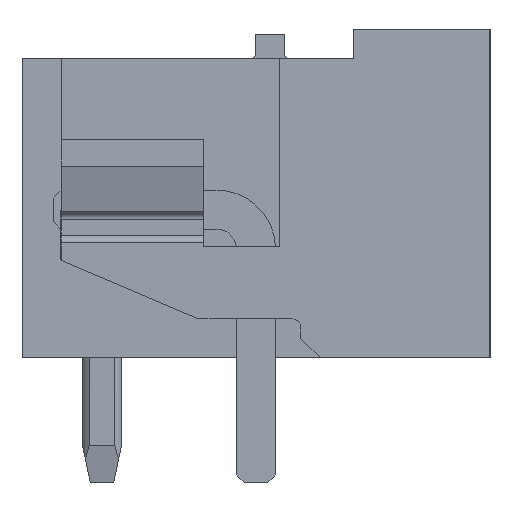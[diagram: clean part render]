
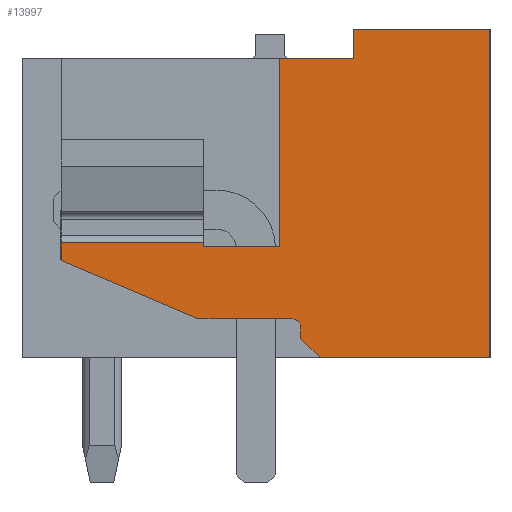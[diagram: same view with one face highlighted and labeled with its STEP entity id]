
A CAD part, left-side view. The second image highlights one B-rep face of the part: STEP entity #13997.
In plain terms, the highlighted planar face has unit normal (-1, 0, 0).
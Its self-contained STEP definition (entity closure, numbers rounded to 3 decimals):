
#13741=AXIS2_PLACEMENT_3D('Circle Axis2P3D',#13739,#13740,$) ;
#13968=AXIS2_PLACEMENT_3D('Plane Axis2P3D',#13965,#13966,#13967) ;
#269=CARTESIAN_POINT('Vertex',(0.,3.5,11.63)) ;
#272=CARTESIAN_POINT('Line Origine',(0.,1.75,11.63)) ;
#276=CARTESIAN_POINT('Vertex',(0.,0.,11.63)) ;
#919=CARTESIAN_POINT('Vertex',(0.,5.4,10.88)) ;
#922=CARTESIAN_POINT('Line Origine',(0.,4.45,10.88)) ;
#926=CARTESIAN_POINT('Vertex',(0.,3.5,10.88)) ;
#1445=CARTESIAN_POINT('Vertex',(0.,0.,3.2)) ;
#1448=CARTESIAN_POINT('Line Origine',(0.,2.177,3.2)) ;
#1452=CARTESIAN_POINT('Vertex',(0.,4.354,3.2)) ;
#7113=CARTESIAN_POINT('Line Origine',(0.,0.,7.415)) ;
#13289=CARTESIAN_POINT('Vertex',(0.,7.35,6.15)) ;
#13292=CARTESIAN_POINT('Line Origine',(0.,7.35,6.1)) ;
#13296=CARTESIAN_POINT('Vertex',(0.,7.35,6.05)) ;
#13403=CARTESIAN_POINT('Line Origine',(0.,9.175,6.15)) ;
#13407=CARTESIAN_POINT('Vertex',(0.,11.,6.15)) ;
#13629=CARTESIAN_POINT('Vertex',(0.,7.464,4.2)) ;
#13634=CARTESIAN_POINT('Line Origine',(0.,9.232,4.95)) ;
#13638=CARTESIAN_POINT('Vertex',(0.,11.,5.7)) ;
#13669=CARTESIAN_POINT('Vertex',(0.,5.054,4.2)) ;
#13674=CARTESIAN_POINT('Line Origine',(0.,6.259,4.2)) ;
#13734=CARTESIAN_POINT('Vertex',(0.,4.854,4.)) ;
#13739=CARTESIAN_POINT('Axis2P3D Location',(0.,5.054,4.)) ;
#13765=CARTESIAN_POINT('Vertex',(0.,4.854,3.7)) ;
#13770=CARTESIAN_POINT('Line Origine',(0.,4.854,3.85)) ;
#13792=CARTESIAN_POINT('Line Origine',(0.,4.604,3.45)) ;
#13818=CARTESIAN_POINT('Vertex',(0.,5.4,6.05)) ;
#13823=CARTESIAN_POINT('Line Origine',(0.,5.4,8.465)) ;
#13873=CARTESIAN_POINT('Line Origine',(0.,6.375,6.05)) ;
#13965=CARTESIAN_POINT('Axis2P3D Location',(0.,0.,0.)) ;
#13970=CARTESIAN_POINT('Line Origine',(0.,11.,5.925)) ;
#13975=CARTESIAN_POINT('Line Origine',(0.,3.5,11.255)) ;
#273=DIRECTION('Vector Direction',(0.,-1.,0.)) ;
#923=DIRECTION('Vector Direction',(0.,1.,0.)) ;
#1449=DIRECTION('Vector Direction',(0.,1.,0.)) ;
#7114=DIRECTION('Vector Direction',(0.,0.,-1.)) ;
#13293=DIRECTION('Vector Direction',(0.,0.,1.)) ;
#13404=DIRECTION('Vector Direction',(0.,1.,0.)) ;
#13635=DIRECTION('Vector Direction',(0.,-0.921,-0.391)) ;
#13675=DIRECTION('Vector Direction',(0.,-1.,0.)) ;
#13740=DIRECTION('Axis2P3D Direction',(-1.,0.,0.)) ;
#13771=DIRECTION('Vector Direction',(0.,0.,-1.)) ;
#13793=DIRECTION('Vector Direction',(0.,-0.707,-0.707)) ;
#13824=DIRECTION('Vector Direction',(0.,0.,1.)) ;
#13874=DIRECTION('Vector Direction',(0.,1.,0.)) ;
#13966=DIRECTION('Axis2P3D Direction',(-1.,0.,0.)) ;
#13967=DIRECTION('Axis2P3D XDirection',(0.,-1.,0.)) ;
#13971=DIRECTION('Vector Direction',(0.,0.,-1.)) ;
#13976=DIRECTION('Vector Direction',(0.,0.,1.)) ;
#274=VECTOR('Line Direction',#273,1.) ;
#924=VECTOR('Line Direction',#923,1.) ;
#1450=VECTOR('Line Direction',#1449,1.) ;
#7115=VECTOR('Line Direction',#7114,1.) ;
#13294=VECTOR('Line Direction',#13293,1.) ;
#13405=VECTOR('Line Direction',#13404,1.) ;
#13636=VECTOR('Line Direction',#13635,1.) ;
#13676=VECTOR('Line Direction',#13675,1.) ;
#13772=VECTOR('Line Direction',#13771,1.) ;
#13794=VECTOR('Line Direction',#13793,1.) ;
#13825=VECTOR('Line Direction',#13824,1.) ;
#13875=VECTOR('Line Direction',#13874,1.) ;
#13972=VECTOR('Line Direction',#13971,1.) ;
#13977=VECTOR('Line Direction',#13976,1.) ;
#13981=ORIENTED_EDGE('',*,*,#13298,.T.) ;
#13982=ORIENTED_EDGE('',*,*,#13409,.T.) ;
#13983=ORIENTED_EDGE('',*,*,#13974,.F.) ;
#13984=ORIENTED_EDGE('',*,*,#13640,.F.) ;
#13985=ORIENTED_EDGE('',*,*,#13678,.F.) ;
#13986=ORIENTED_EDGE('',*,*,#13743,.F.) ;
#13987=ORIENTED_EDGE('',*,*,#13774,.F.) ;
#13988=ORIENTED_EDGE('',*,*,#13796,.F.) ;
#13989=ORIENTED_EDGE('',*,*,#1454,.T.) ;
#13990=ORIENTED_EDGE('',*,*,#7117,.T.) ;
#13991=ORIENTED_EDGE('',*,*,#278,.T.) ;
#13992=ORIENTED_EDGE('',*,*,#13979,.T.) ;
#13993=ORIENTED_EDGE('',*,*,#928,.T.) ;
#13994=ORIENTED_EDGE('',*,*,#13827,.F.) ;
#13995=ORIENTED_EDGE('',*,*,#13877,.F.) ;
#13997=ADVANCED_FACE('Housing',(#13996),#13969,.T.) ;
#13742=CIRCLE('generated circle',#13741,0.2) ;
#278=EDGE_CURVE('',#277,#270,#275,.F.) ;
#928=EDGE_CURVE('',#927,#920,#925,.T.) ;
#1454=EDGE_CURVE('',#1453,#1446,#1451,.F.) ;
#7117=EDGE_CURVE('',#1446,#277,#7116,.F.) ;
#13298=EDGE_CURVE('',#13297,#13290,#13295,.T.) ;
#13409=EDGE_CURVE('',#13290,#13408,#13406,.T.) ;
#13640=EDGE_CURVE('',#13630,#13639,#13637,.F.) ;
#13678=EDGE_CURVE('',#13670,#13630,#13677,.F.) ;
#13743=EDGE_CURVE('',#13735,#13670,#13742,.T.) ;
#13774=EDGE_CURVE('',#13766,#13735,#13773,.F.) ;
#13796=EDGE_CURVE('',#1453,#13766,#13795,.F.) ;
#13827=EDGE_CURVE('',#13819,#920,#13826,.T.) ;
#13877=EDGE_CURVE('',#13297,#13819,#13876,.F.) ;
#13974=EDGE_CURVE('',#13639,#13408,#13973,.F.) ;
#13979=EDGE_CURVE('',#270,#927,#13978,.F.) ;
#13980=EDGE_LOOP('',(#13981,#13982,#13983,#13984,#13985,#13986,#13987,#13988,#13989,#13990,#13991,#13992,#13993,#13994,#13995)) ;
#13996=FACE_OUTER_BOUND('',#13980,.T.) ;
#275=LINE('Line',#272,#274) ;
#925=LINE('Line',#922,#924) ;
#1451=LINE('Line',#1448,#1450) ;
#7116=LINE('Line',#7113,#7115) ;
#13295=LINE('Line',#13292,#13294) ;
#13406=LINE('Line',#13403,#13405) ;
#13637=LINE('Line',#13634,#13636) ;
#13677=LINE('Line',#13674,#13676) ;
#13773=LINE('Line',#13770,#13772) ;
#13795=LINE('Line',#13792,#13794) ;
#13826=LINE('Line',#13823,#13825) ;
#13876=LINE('Line',#13873,#13875) ;
#13973=LINE('Line',#13970,#13972) ;
#13978=LINE('Line',#13975,#13977) ;
#13969=PLANE('',#13968) ;
#270=VERTEX_POINT('',#269) ;
#277=VERTEX_POINT('',#276) ;
#920=VERTEX_POINT('',#919) ;
#927=VERTEX_POINT('',#926) ;
#1446=VERTEX_POINT('',#1445) ;
#1453=VERTEX_POINT('',#1452) ;
#13290=VERTEX_POINT('',#13289) ;
#13297=VERTEX_POINT('',#13296) ;
#13408=VERTEX_POINT('',#13407) ;
#13630=VERTEX_POINT('',#13629) ;
#13639=VERTEX_POINT('',#13638) ;
#13670=VERTEX_POINT('',#13669) ;
#13735=VERTEX_POINT('',#13734) ;
#13766=VERTEX_POINT('',#13765) ;
#13819=VERTEX_POINT('',#13818) ;
